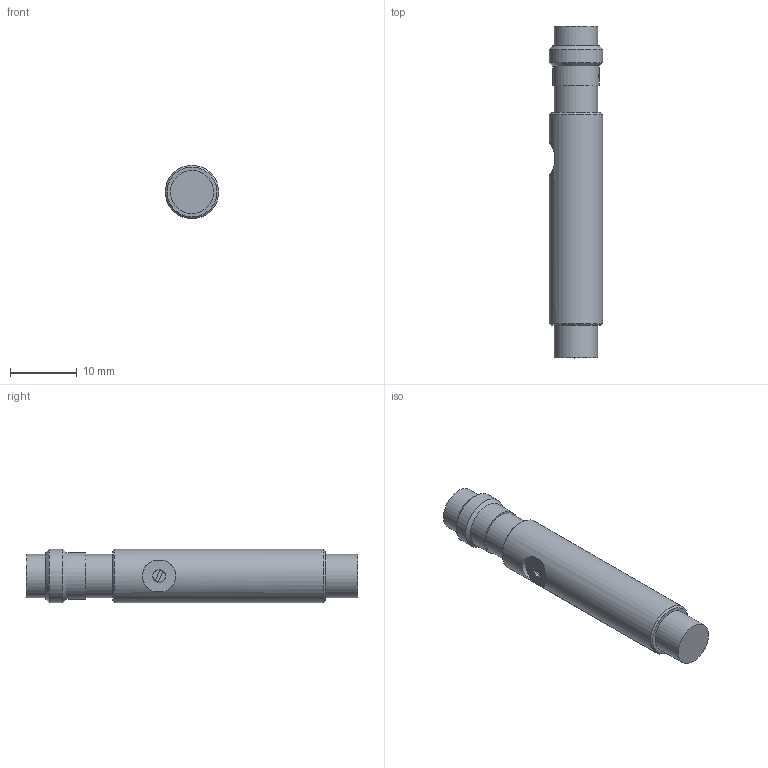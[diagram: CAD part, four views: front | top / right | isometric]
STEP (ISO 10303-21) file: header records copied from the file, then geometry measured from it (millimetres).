
FILE_DESCRIPTION(/* description */ (''),/* implementation_level */ '2;1');
FILE_NAME(/* name */ '800130_Shrinkwrap_1.stp',/* time_stamp */ '2021-12-21T11:18:13+01:00',/* author */ ('Krieger Anja'),/* organization */ (''),/* preprocessor_version */ 'ST-DEVELOPER v18.1',/* originating_system */ 'Autodesk Inventor 2021',/* authorisation */ '');
FILE_SCHEMA (('AUTOMOTIVE_DESIGN { 1 0 10303 214 3 1 1 }'));
Length unit declared in the file: millimetre
Products named in the file (1): 800130_Shrinkwrap_1
Bounding box: 8 x 49.9 x 8 mm (x, y, z)
Volume: 1239.6 mm3; surface area: 2345.8 mm2
Topology: 1 solids, 1 shells, 48 faces, 119 edges, 80 vertices
Faces by surface type: plane 21, cylinder 20, cone 4, sphere 3
Full cylindrical faces by diameter (mm): 1 x3, 1.8 x1, 1.9 x1, 5 x1, 5.6 x1, 5.8 x1, 5.9 x1, 6.5 x3, 7 x1, 8 x2
Entity records: 1689 total; most frequent: CARTESIAN_POINT 380, DIRECTION 252, ORIENTED_EDGE 232, EDGE_CURVE 116, AXIS2_PLACEMENT_3D 102, VERTEX_POINT 80, EDGE_LOOP 60, CIRCLE 53
